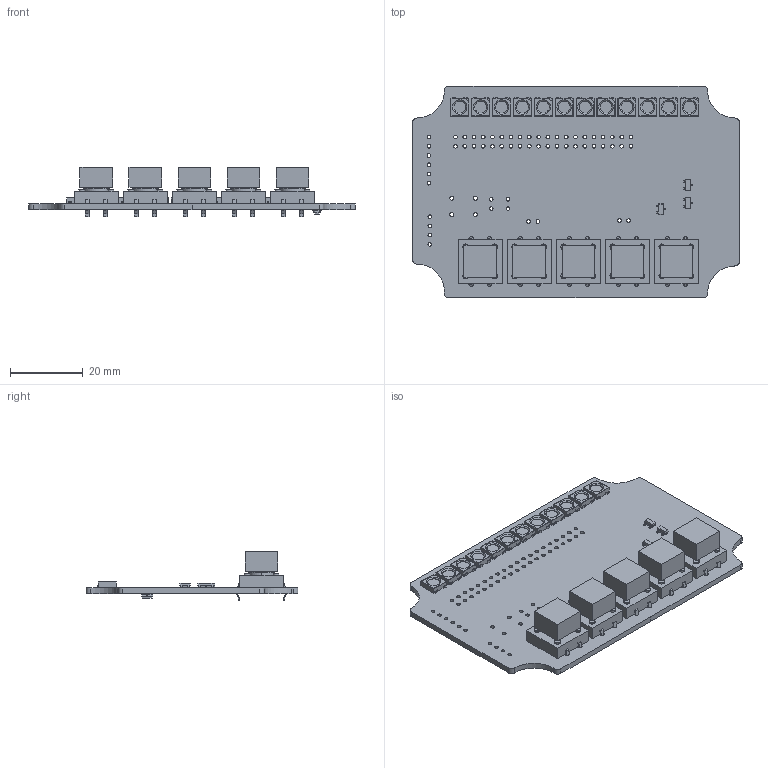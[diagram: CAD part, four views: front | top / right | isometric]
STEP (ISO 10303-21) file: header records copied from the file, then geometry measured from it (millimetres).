
FILE_DESCRIPTION(('KiCad electronic assembly'),'2;1');
FILE_NAME('RainbowPlay.step','2022-05-22T08:48:09',('An Author'),( 'A Company'),'Open CASCADE STEP processor 7.4', 'KiCad to STEP converter','Unknown');
FILE_SCHEMA(('AUTOMOTIVE_DESIGN { 1 0 10303 214 1 1 1 1 }'));
Length unit declared in the file: millimetre
Products named in the file (8): Open CASCADE STEP translator 7.4 1; B3F-4050; COMPOUND; SOT-23; SOLID; LED_SK6812_PLCC4_5.0x5.0mm_P3.2mm
Assembly tree (25 placements, depth 3):
  Open CASCADE STEP translator 7.4 1
    B3F-4050  x5
      COMPOUND
    SOT-23  x4
      SOLID
    LED_SK6812_PLCC4_5.0x5.0mm_P3.2mm  x12
      SOLID
    COMPOUND
Bounding box: 90 x 58.25 x 13.5 mm (x, y, z)
Volume: 11948.6 mm3; surface area: 18544.2 mm2
Topology: 32 solids, 32 shells, 1793 faces, 4815 edges, 3130 vertices
Faces by surface type: plane 1167, cylinder 506, bspline 108, cone 12
Full cylindrical faces by diameter (mm): 1 x58, 1.1 x4, 1.25 x20, 1.85 x10, 3.333 x12
Entity records: 26296 total; most frequent: CARTESIAN_POINT 4719, DIRECTION 3859, LINE 2248, VECTOR 2248, ORIENTED_EDGE 1968, PCURVE 1968, DEFINITIONAL_REPRESENTATION 1968, EDGE_CURVE 984
